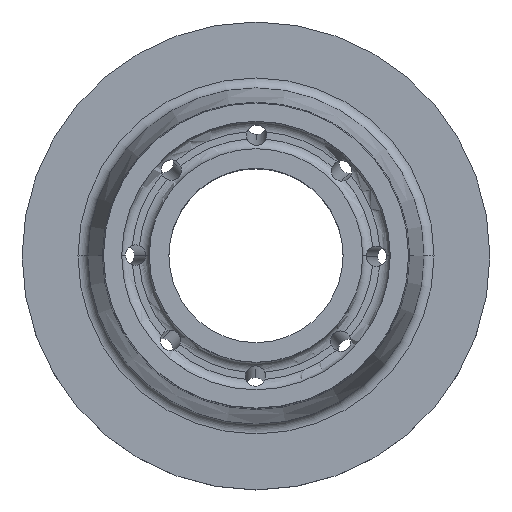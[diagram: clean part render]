
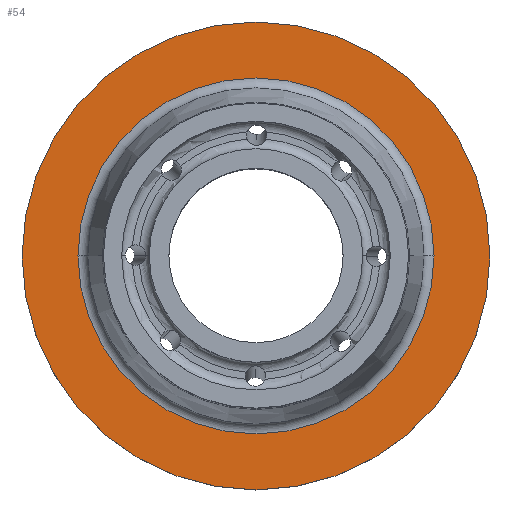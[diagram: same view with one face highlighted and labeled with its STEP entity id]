
A CAD part, top view. The second image highlights one B-rep face of the part: STEP entity #54.
In plain terms, the highlighted planar face has unit normal (0, 0, 1).
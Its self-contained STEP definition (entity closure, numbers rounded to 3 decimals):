
#54 = ADVANCED_FACE ( 'NONE', ( #2463, #1382 ), #1015, .F. ) ;
#238 = VERTEX_POINT ( 'NONE', #870 ) ;
#300 = ORIENTED_EDGE ( 'NONE', *, *, #1129, .F. ) ;
#330 = AXIS2_PLACEMENT_3D ( 'NONE', #1200, #856, #844 ) ;
#486 = EDGE_CURVE ( 'NONE', #2149, #681, #2269, .T. ) ;
#523 = EDGE_LOOP ( 'NONE', ( #2514, #756 ) ) ;
#541 = CIRCLE ( 'NONE', #1447, 52.5 ) ;
#673 = CIRCLE ( 'NONE', #2490, 52.5 ) ;
#681 = VERTEX_POINT ( 'NONE', #1981 ) ;
#697 = EDGE_CURVE ( 'NONE', #826, #238, #673, .T. ) ;
#703 = DIRECTION ( 'NONE',  ( 1., 0., 0. ) ) ;
#732 = DIRECTION ( 'NONE',  ( 0., 0., 1. ) ) ;
#741 = DIRECTION ( 'NONE',  ( 1., 0., 0. ) ) ;
#742 = CARTESIAN_POINT ( 'NONE',  ( 0., 0., 17. ) ) ;
#751 = DIRECTION ( 'NONE',  ( 0., 0., 1. ) ) ;
#756 = ORIENTED_EDGE ( 'NONE', *, *, #851, .T. ) ;
#786 = CARTESIAN_POINT ( 'NONE',  ( 0., 0., 17. ) ) ;
#800 = CARTESIAN_POINT ( 'NONE',  ( 0., 0., 17. ) ) ;
#808 = DIRECTION ( 'NONE',  ( 0., 0., 1. ) ) ;
#826 = VERTEX_POINT ( 'NONE', #1469 ) ;
#844 = DIRECTION ( 'NONE',  ( -1., 0., 0. ) ) ;
#851 = EDGE_CURVE ( 'NONE', #681, #2149, #1296, .T. ) ;
#856 = DIRECTION ( 'NONE',  ( 0., 0., -1. ) ) ;
#857 = EDGE_LOOP ( 'NONE', ( #300, #889 ) ) ;
#870 = CARTESIAN_POINT ( 'NONE',  ( 52.5, 0., 17. ) ) ;
#889 = ORIENTED_EDGE ( 'NONE', *, *, #697, .F. ) ;
#994 = DIRECTION ( 'NONE',  ( 1., 0., 0. ) ) ;
#1015 = PLANE ( 'NONE',  #330 ) ;
#1129 = EDGE_CURVE ( 'NONE', #238, #826, #541, .T. ) ;
#1200 = CARTESIAN_POINT ( 'NONE',  ( 0., 52.5, 17. ) ) ;
#1278 = DIRECTION ( 'NONE',  ( 0., 0., 1. ) ) ;
#1296 = CIRCLE ( 'NONE', #2396, 69. ) ;
#1382 = FACE_OUTER_BOUND ( 'NONE', #523, .T. ) ;
#1447 = AXIS2_PLACEMENT_3D ( 'NONE', #800, #808, #994 ) ;
#1469 = CARTESIAN_POINT ( 'NONE',  ( -52.5, 0., 17. ) ) ;
#1477 = DIRECTION ( 'NONE',  ( 1., 0., 0. ) ) ;
#1482 = CARTESIAN_POINT ( 'NONE',  ( 69., 0., 17. ) ) ;
#1669 = CARTESIAN_POINT ( 'NONE',  ( 0., 0., 17. ) ) ;
#1981 = CARTESIAN_POINT ( 'NONE',  ( -69., 0., 17. ) ) ;
#2149 = VERTEX_POINT ( 'NONE', #1482 ) ;
#2247 = AXIS2_PLACEMENT_3D ( 'NONE', #742, #732, #703 ) ;
#2269 = CIRCLE ( 'NONE', #2247, 69. ) ;
#2396 = AXIS2_PLACEMENT_3D ( 'NONE', #1669, #1278, #1477 ) ;
#2463 = FACE_BOUND ( 'NONE', #857, .T. ) ;
#2490 = AXIS2_PLACEMENT_3D ( 'NONE', #786, #751, #741 ) ;
#2514 = ORIENTED_EDGE ( 'NONE', *, *, #486, .T. ) ;
